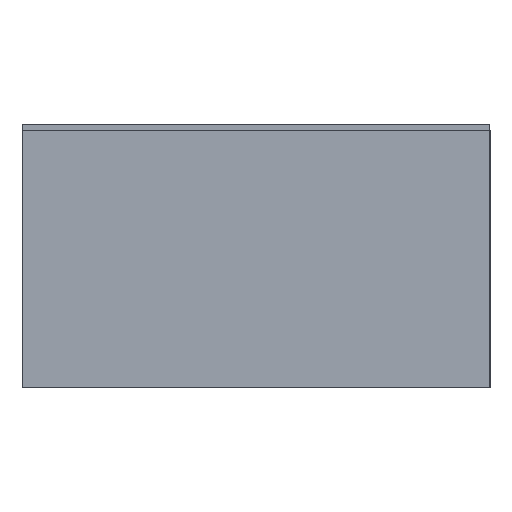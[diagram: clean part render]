
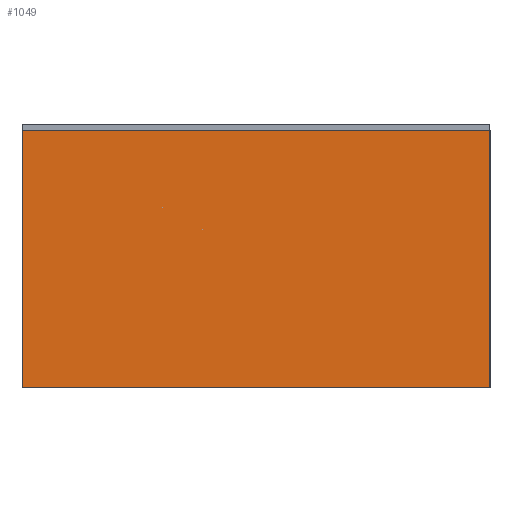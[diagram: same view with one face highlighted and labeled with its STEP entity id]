
A CAD part, left-side view. The second image highlights one B-rep face of the part: STEP entity #1049.
In plain terms, the highlighted planar face has unit normal (-1, 0, 0).
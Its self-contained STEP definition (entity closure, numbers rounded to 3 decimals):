
#137=ORIENTED_EDGE('',*,*,#262,.F.);
#138=ORIENTED_EDGE('',*,*,#301,.F.);
#139=ORIENTED_EDGE('',*,*,#274,.T.);
#140=ORIENTED_EDGE('',*,*,#302,.T.);
#262=EDGE_CURVE('',#361,#362,#433,.T.);
#274=EDGE_CURVE('',#371,#370,#445,.T.);
#301=EDGE_CURVE('',#371,#361,#472,.T.);
#302=EDGE_CURVE('',#370,#362,#473,.T.);
#361=VERTEX_POINT('',#1345);
#362=VERTEX_POINT('',#1347);
#370=VERTEX_POINT('',#1367);
#371=VERTEX_POINT('',#1369);
#433=LINE('',#1346,#526);
#445=LINE('',#1368,#538);
#472=LINE('',#1421,#565);
#473=LINE('',#1422,#566);
#526=VECTOR('',#1156,1000.);
#538=VECTOR('',#1170,1000.);
#565=VECTOR('',#1223,1000.);
#566=VECTOR('',#1224,1000.);
#611=EDGE_LOOP('',(#137,#138,#139,#140));
#662=FACE_BOUND('',#611,.T.);
#713=PLANE('',#1096);
#1049=ADVANCED_FACE('',(#662),#713,.T.);
#1096=AXIS2_PLACEMENT_3D('',#1420,#1221,#1222);
#1156=DIRECTION('',(0.,0.,1.));
#1170=DIRECTION('',(0.,0.,1.));
#1221=DIRECTION('',(-1.,0.,0.));
#1222=DIRECTION('',(0.,0.,1.));
#1223=DIRECTION('',(0.,1.,0.));
#1224=DIRECTION('',(0.,1.,0.));
#1345=CARTESIAN_POINT('',(-0.8,0.4,0.));
#1346=CARTESIAN_POINT('',(-0.8,0.4,0.));
#1347=CARTESIAN_POINT('',(-0.8,0.4,0.44));
#1367=CARTESIAN_POINT('',(-0.8,-0.4,0.44));
#1368=CARTESIAN_POINT('',(-0.8,-0.4,0.));
#1369=CARTESIAN_POINT('',(-0.8,-0.4,0.));
#1420=CARTESIAN_POINT('',(-0.8,-0.4,0.));
#1421=CARTESIAN_POINT('',(-0.8,-0.4,0.));
#1422=CARTESIAN_POINT('',(-0.8,-0.4,0.44));
